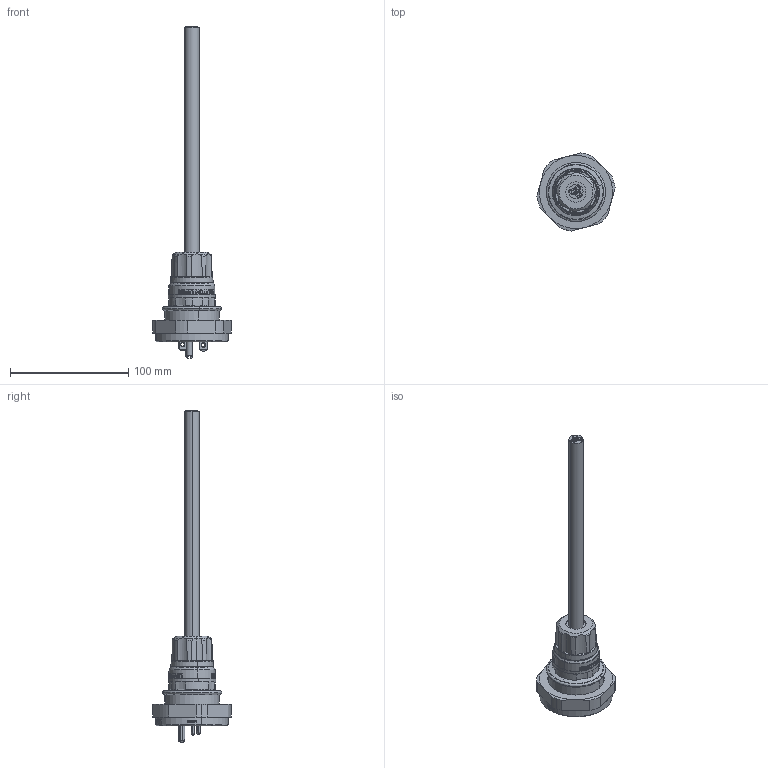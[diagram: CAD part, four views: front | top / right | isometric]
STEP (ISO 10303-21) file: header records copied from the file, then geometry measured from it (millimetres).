
FILE_DESCRIPTION (( 'STEP AP214' ), '1' );
FILE_NAME ('ORC4408-M01.STEP', '2024-03-14T18:01:10', ( '' ), ( '' ), 'SwSTEP 2.0', 'SolidWorks 2020', '' );
FILE_SCHEMA (( 'AUTOMOTIVE_DESIGN' ));
Length unit declared in the file: inch
Products named in the file (1): ORC4408-M01
Bounding box: 66.07 x 65.99 x 280.76 mm (x, y, z)
Surface area: 46515.2 mm2 (no closed solid volume)
Topology: 0 solids, 24 shells, 762 faces, 2709 edges, 1919 vertices
Faces by surface type: plane 383, cylinder 209, bspline 106, cone 41, torus 23
Entity records: 54849 total; most frequent: CARTESIAN_POINT 23367, ORIENTED_EDGE 4323, DIRECTION 3980, EDGE_CURVE 2707, VERTEX_POINT 1919, LINE 1386, VECTOR 1386, AXIS2_PLACEMENT_3D 1297
